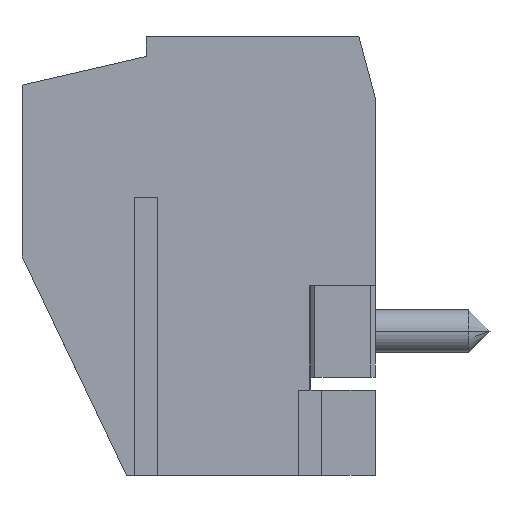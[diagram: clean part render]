
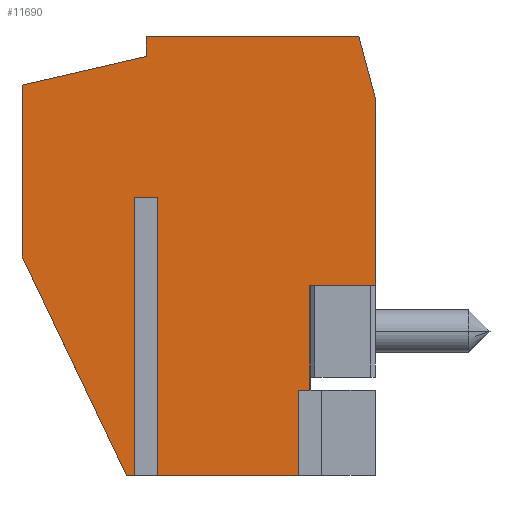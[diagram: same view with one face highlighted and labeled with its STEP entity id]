
A CAD part, left-side view. The second image highlights one B-rep face of the part: STEP entity #11690.
In plain terms, the highlighted face is planar.
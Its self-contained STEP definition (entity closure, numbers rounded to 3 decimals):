
#175 = CARTESIAN_POINT ( 'NONE',  ( 4.9, 0., -6.65 ) ) ;
#260 = CARTESIAN_POINT ( 'NONE',  ( 1.477, 0., -10.8 ) ) ;
#321 = PLANE ( 'NONE',  #6440 ) ;
#383 = VECTOR ( 'NONE', #20509, 1000. ) ;
#480 = CARTESIAN_POINT ( 'NONE',  ( 13.4, 0., -6.65 ) ) ;
#523 = EDGE_CURVE ( 'NONE', #12609, #918, #9450, .T. ) ;
#665 = VECTOR ( 'NONE', #4978, 1000. ) ;
#779 = ORIENTED_EDGE ( 'NONE', *, *, #1279, .F. ) ;
#918 = VERTEX_POINT ( 'NONE', #6249 ) ;
#946 = ORIENTED_EDGE ( 'NONE', *, *, #13909, .T. ) ;
#1279 = EDGE_CURVE ( 'NONE', #6360, #10823, #2051, .T. ) ;
#1481 = LINE ( 'NONE', #8368, #665 ) ;
#1701 = CARTESIAN_POINT ( 'NONE',  ( 4.9, 0., -7.35 ) ) ;
#1936 = LINE ( 'NONE', #10724, #3184 ) ;
#2051 = LINE ( 'NONE', #19320, #19502 ) ;
#2061 = CARTESIAN_POINT ( 'NONE',  ( 7.6, 0., 0. ) ) ;
#2070 = VECTOR ( 'NONE', #20949, 1000. ) ;
#2082 = VECTOR ( 'NONE', #7065, 1000. ) ;
#2265 = CARTESIAN_POINT ( 'NONE',  ( 7.6, 0., -2. ) ) ;
#2348 = ORIENTED_EDGE ( 'NONE', *, *, #2751, .T. ) ;
#2579 = CARTESIAN_POINT ( 'NONE',  ( 10.8, 0., -2.35 ) ) ;
#2751 = EDGE_CURVE ( 'NONE', #12746, #4989, #13807, .T. ) ;
#2818 = VECTOR ( 'NONE', #7465, 1000. ) ;
#3184 = VECTOR ( 'NONE', #19542, 1000. ) ;
#3495 = LINE ( 'NONE', #14208, #12174 ) ;
#3879 = VERTEX_POINT ( 'NONE', #18908 ) ;
#4060 = LINE ( 'NONE', #2579, #18407 ) ;
#4205 = CARTESIAN_POINT ( 'NONE',  ( 1.477, 0., -10.8 ) ) ;
#4441 = ORIENTED_EDGE ( 'NONE', *, *, #13286, .F. ) ;
#4488 = CARTESIAN_POINT ( 'NONE',  ( 13.4, 0., -7.604 ) ) ;
#4519 = VERTEX_POINT ( 'NONE', #14019 ) ;
#4978 = DIRECTION ( 'NONE',  ( 0., 0., 1. ) ) ;
#4989 = VERTEX_POINT ( 'NONE', #5204 ) ;
#5044 = LINE ( 'NONE', #10442, #22263 ) ;
#5101 = VERTEX_POINT ( 'NONE', #2265 ) ;
#5204 = CARTESIAN_POINT ( 'NONE',  ( 13.4, 0., -2.35 ) ) ;
#5455 = CARTESIAN_POINT ( 'NONE',  ( 13.4, 0., -6.65 ) ) ;
#5550 = CARTESIAN_POINT ( 'NONE',  ( 1.477, 0., -10.8 ) ) ;
#5794 = LINE ( 'NONE', #4205, #20174 ) ;
#6013 = CARTESIAN_POINT ( 'NONE',  ( 0.6, 0., -7. ) ) ;
#6210 = LINE ( 'NONE', #19873, #17687 ) ;
#6249 = CARTESIAN_POINT ( 'NONE',  ( 6.7, 0., -10.8 ) ) ;
#6360 = VERTEX_POINT ( 'NONE', #1701 ) ;
#6440 = AXIS2_PLACEMENT_3D ( 'NONE', #6501, #8188, #14729 ) ;
#6463 = VECTOR ( 'NONE', #9949, 1000. ) ;
#6501 = CARTESIAN_POINT ( 'NONE',  ( 0., 0., 0. ) ) ;
#6621 = DIRECTION ( 'NONE',  ( 0., 0., 1. ) ) ;
#6758 = ORIENTED_EDGE ( 'NONE', *, *, #17885, .T. ) ;
#7065 = DIRECTION ( 'NONE',  ( 1., 0., 0. ) ) ;
#7435 = DIRECTION ( 'NONE',  ( 1., 0., 0. ) ) ;
#7465 = DIRECTION ( 'NONE',  ( 1., 0., 0. ) ) ;
#7474 = DIRECTION ( 'NONE',  ( 1., 0., 0. ) ) ;
#7730 = ORIENTED_EDGE ( 'NONE', *, *, #14588, .T. ) ;
#7807 = CARTESIAN_POINT ( 'NONE',  ( 0., 0., -0.509 ) ) ;
#8137 = VERTEX_POINT ( 'NONE', #6013 ) ;
#8188 = DIRECTION ( 'NONE',  ( 0., 1., 0. ) ) ;
#8201 = ORIENTED_EDGE ( 'NONE', *, *, #15439, .T. ) ;
#8368 = CARTESIAN_POINT ( 'NONE',  ( 13.4, 0., -7.604 ) ) ;
#8746 = VECTOR ( 'NONE', #12672, 1000. ) ;
#9044 = ORIENTED_EDGE ( 'NONE', *, *, #9109, .T. ) ;
#9109 = EDGE_CURVE ( 'NONE', #6360, #9691, #9166, .T. ) ;
#9166 = LINE ( 'NONE', #16048, #8746 ) ;
#9450 = LINE ( 'NONE', #4488, #9728 ) ;
#9672 = CARTESIAN_POINT ( 'NONE',  ( 1.9, 0., 0. ) ) ;
#9691 = VERTEX_POINT ( 'NONE', #16689 ) ;
#9728 = VECTOR ( 'NONE', #11024, 1000. ) ;
#9949 = DIRECTION ( 'NONE',  ( 0., 0., -1. ) ) ;
#10054 = VERTEX_POINT ( 'NONE', #16100 ) ;
#10385 = ORIENTED_EDGE ( 'NONE', *, *, #20324, .T. ) ;
#10442 = CARTESIAN_POINT ( 'NONE',  ( 7.6, 0., -2. ) ) ;
#10602 = FACE_OUTER_BOUND ( 'NONE', #11395, .T. ) ;
#10659 = VERTEX_POINT ( 'NONE', #260 ) ;
#10724 = CARTESIAN_POINT ( 'NONE',  ( 10.8, 0., -2. ) ) ;
#10823 = VERTEX_POINT ( 'NONE', #11546 ) ;
#11024 = DIRECTION ( 'NONE',  ( -0.903, 0., -0.431 ) ) ;
#11083 = ORIENTED_EDGE ( 'NONE', *, *, #13658, .F. ) ;
#11395 = EDGE_LOOP ( 'NONE', ( #22280, #8201, #946, #4441, #10385, #19143, #20514, #7730, #16465, #22126, #779, #9044, #6758, #2348, #11083, #14092 ) ) ;
#11546 = CARTESIAN_POINT ( 'NONE',  ( 13.4, 0., -7.35 ) ) ;
#11574 = EDGE_CURVE ( 'NONE', #12609, #10823, #1481, .T. ) ;
#11690 = ADVANCED_FACE ( 'NONE', ( #10602 ), #321, .F. ) ;
#12174 = VECTOR ( 'NONE', #13974, 1000. ) ;
#12445 = DIRECTION ( 'NONE',  ( -0.225, 0., 0.974 ) ) ;
#12609 = VERTEX_POINT ( 'NONE', #22062 ) ;
#12672 = DIRECTION ( 'NONE',  ( 0., 0., 1. ) ) ;
#12746 = VERTEX_POINT ( 'NONE', #480 ) ;
#12879 = LINE ( 'NONE', #7807, #6463 ) ;
#13085 = DIRECTION ( 'NONE',  ( 0.966, 0., 0.259 ) ) ;
#13286 = EDGE_CURVE ( 'NONE', #15595, #17697, #6210, .T. ) ;
#13658 = EDGE_CURVE ( 'NONE', #4519, #4989, #4060, .T. ) ;
#13807 = LINE ( 'NONE', #5455, #18344 ) ;
#13846 = LINE ( 'NONE', #16169, #383 ) ;
#13908 = DIRECTION ( 'NONE',  ( 0., 0., 1. ) ) ;
#13909 = EDGE_CURVE ( 'NONE', #20290, #17697, #13846, .T. ) ;
#13974 = DIRECTION ( 'NONE',  ( 0., 0., -1. ) ) ;
#14019 = CARTESIAN_POINT ( 'NONE',  ( 10.8, 0., -2.35 ) ) ;
#14092 = ORIENTED_EDGE ( 'NONE', *, *, #14900, .F. ) ;
#14208 = CARTESIAN_POINT ( 'NONE',  ( 10.8, 0., -2. ) ) ;
#14588 = EDGE_CURVE ( 'NONE', #10659, #918, #15933, .T. ) ;
#14593 = EDGE_CURVE ( 'NONE', #3879, #5101, #1936, .T. ) ;
#14729 = DIRECTION ( 'NONE',  ( 1., 0., 0. ) ) ;
#14900 = EDGE_CURVE ( 'NONE', #3879, #4519, #3495, .T. ) ;
#15439 = EDGE_CURVE ( 'NONE', #5101, #20290, #5044, .T. ) ;
#15595 = VERTEX_POINT ( 'NONE', #17674 ) ;
#15643 = LINE ( 'NONE', #175, #2082 ) ;
#15933 = LINE ( 'NONE', #5550, #2818 ) ;
#16048 = CARTESIAN_POINT ( 'NONE',  ( 4.9, 0., -7.35 ) ) ;
#16083 = LINE ( 'NONE', #19596, #2070 ) ;
#16100 = CARTESIAN_POINT ( 'NONE',  ( 0., 0., -7. ) ) ;
#16169 = CARTESIAN_POINT ( 'NONE',  ( 7.6, 0., 0. ) ) ;
#16465 = ORIENTED_EDGE ( 'NONE', *, *, #523, .F. ) ;
#16689 = CARTESIAN_POINT ( 'NONE',  ( 4.9, 0., -6.65 ) ) ;
#16791 = EDGE_CURVE ( 'NONE', #10054, #8137, #16083, .T. ) ;
#17674 = CARTESIAN_POINT ( 'NONE',  ( 0., 0., -0.509 ) ) ;
#17687 = VECTOR ( 'NONE', #13085, 1000. ) ;
#17697 = VERTEX_POINT ( 'NONE', #9672 ) ;
#17885 = EDGE_CURVE ( 'NONE', #9691, #12746, #15643, .T. ) ;
#18344 = VECTOR ( 'NONE', #13908, 1000. ) ;
#18407 = VECTOR ( 'NONE', #7435, 1000. ) ;
#18908 = CARTESIAN_POINT ( 'NONE',  ( 10.8, 0., -2. ) ) ;
#19143 = ORIENTED_EDGE ( 'NONE', *, *, #16791, .T. ) ;
#19320 = CARTESIAN_POINT ( 'NONE',  ( 4.9, 0., -7.35 ) ) ;
#19502 = VECTOR ( 'NONE', #7474, 1000. ) ;
#19542 = DIRECTION ( 'NONE',  ( -1., 0., 0. ) ) ;
#19596 = CARTESIAN_POINT ( 'NONE',  ( 0., 0., -7. ) ) ;
#19873 = CARTESIAN_POINT ( 'NONE',  ( 0., 0., -0.509 ) ) ;
#20174 = VECTOR ( 'NONE', #12445, 1000. ) ;
#20290 = VERTEX_POINT ( 'NONE', #2061 ) ;
#20324 = EDGE_CURVE ( 'NONE', #15595, #10054, #12879, .T. ) ;
#20509 = DIRECTION ( 'NONE',  ( -1., 0., 0. ) ) ;
#20514 = ORIENTED_EDGE ( 'NONE', *, *, #20913, .F. ) ;
#20913 = EDGE_CURVE ( 'NONE', #10659, #8137, #5794, .T. ) ;
#20949 = DIRECTION ( 'NONE',  ( 1., 0., 0. ) ) ;
#22062 = CARTESIAN_POINT ( 'NONE',  ( 13.4, 0., -7.604 ) ) ;
#22126 = ORIENTED_EDGE ( 'NONE', *, *, #11574, .T. ) ;
#22263 = VECTOR ( 'NONE', #6621, 1000. ) ;
#22280 = ORIENTED_EDGE ( 'NONE', *, *, #14593, .T. ) ;
